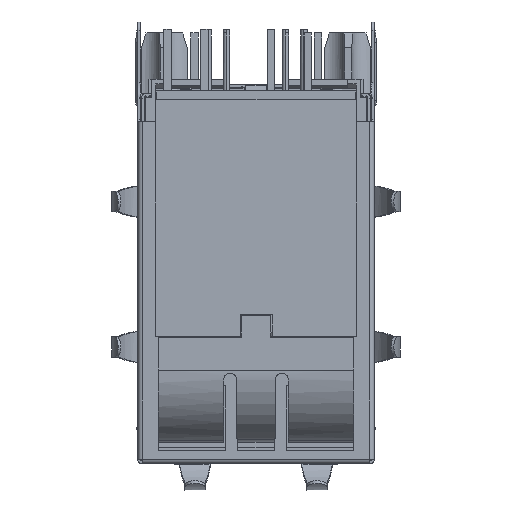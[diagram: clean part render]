
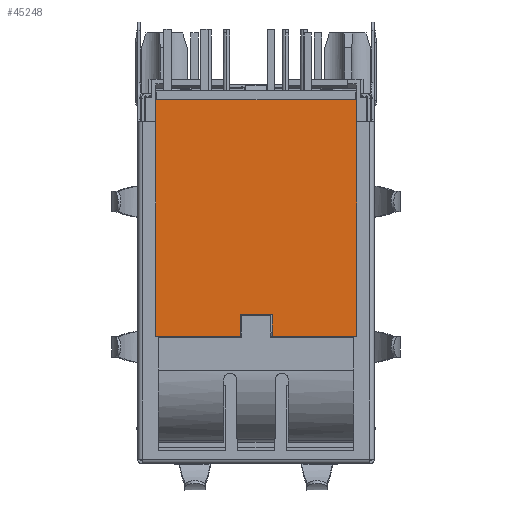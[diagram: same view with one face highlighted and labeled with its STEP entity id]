
A CAD part, front view. The second image highlights one B-rep face of the part: STEP entity #45248.
In plain terms, the highlighted planar face has unit normal (0, -1, 0).
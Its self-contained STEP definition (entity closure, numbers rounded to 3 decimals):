
#390 = CARTESIAN_POINT ( 'NONE',  ( -0.36, -34.016, -2.78 ) ) ;
#1272 = B_SPLINE_CURVE_WITH_KNOTS ( 'NONE', 3,
 ( #75994, #25931, #390, #33728 ),
 .UNSPECIFIED., .F., .F.,
 ( 4, 4 ),
 ( 0., 1. ),
 .UNSPECIFIED. ) ;
#1907 = CARTESIAN_POINT ( 'NONE',  ( 1.12, -34.016, -4.28 ) ) ;
#3763 = CARTESIAN_POINT ( 'NONE',  ( 6.935, -34.016, 12.02 ) ) ;
#4694 = B_SPLINE_CURVE_WITH_KNOTS ( 'NONE', 3,
 ( #67144, #57148, #90519, #49385 ),
 .UNSPECIFIED., .F., .F.,
 ( 4, 4 ),
 ( 0., 1. ),
 .UNSPECIFIED. ) ;
#6654 = B_SPLINE_CURVE_WITH_KNOTS ( 'NONE', 3,
 ( #59725, #7478, #93658, #43049 ),
 .UNSPECIFIED., .F., .F.,
 ( 4, 4 ),
 ( 0., 1. ),
 .UNSPECIFIED. ) ;
#7478 = CARTESIAN_POINT ( 'NONE',  ( -6.882, -34.016, 12.02 ) ) ;
#12167 = CARTESIAN_POINT ( 'NONE',  ( -1.1, -34.016, -2.78 ) ) ;
#13361 = PLANE ( 'NONE',  #24916 ) ;
#13606 = EDGE_CURVE ( 'NONE', #28994, #46600, #61339, .T. ) ;
#15615 = EDGE_CURVE ( 'NONE', #76699, #51453, #24864, .T. ) ;
#15933 = B_SPLINE_CURVE_WITH_KNOTS ( 'NONE', 3,
 ( #39631, #72458, #56314, #47989 ),
 .UNSPECIFIED., .F., .F.,
 ( 4, 4 ),
 ( 0., 1. ),
 .UNSPECIFIED. ) ;
#16373 = ORIENTED_EDGE ( 'NONE', *, *, #15615, .F. ) ;
#17082 = EDGE_CURVE ( 'NONE', #75730, #43016, #31063, .T. ) ;
#19319 = CARTESIAN_POINT ( 'NONE',  ( 6.935, -34.016, 1.153 ) ) ;
#21054 = CARTESIAN_POINT ( 'NONE',  ( -6.815, -34.016, 12.02 ) ) ;
#24864 = B_SPLINE_CURVE_WITH_KNOTS ( 'NONE', 3,
 ( #66998, #58649, #92580, #1907 ),
 .UNSPECIFIED., .F., .F.,
 ( 4, 4 ),
 ( 0., 1. ),
 .UNSPECIFIED. ) ;
#24916 = AXIS2_PLACEMENT_3D ( 'NONE', #39502, #89001, #81207 ) ;
#25931 = CARTESIAN_POINT ( 'NONE',  ( 0.38, -34.016, -2.78 ) ) ;
#28994 = VERTEX_POINT ( 'NONE', #31333 ) ;
#31063 = B_SPLINE_CURVE_WITH_KNOTS ( 'NONE', 3,
 ( #92320, #67297, #75649, #84530 ),
 .UNSPECIFIED., .F., .F.,
 ( 4, 4 ),
 ( 0., 1. ),
 .UNSPECIFIED. ) ;
#31332 = EDGE_LOOP ( 'NONE', ( #67695, #74328, #67116, #39600, #35144, #16373, #56086, #36566, #64250, #47865 ) ) ;
#31333 = CARTESIAN_POINT ( 'NONE',  ( -6.915, -34.016, 12.02 ) ) ;
#31456 = EDGE_CURVE ( 'NONE', #51453, #48344, #87181, .T. ) ;
#32298 = CARTESIAN_POINT ( 'NONE',  ( 6.935, -34.016, 12.02 ) ) ;
#33728 = CARTESIAN_POINT ( 'NONE',  ( -1.1, -34.016, -2.78 ) ) ;
#35144 = ORIENTED_EDGE ( 'NONE', *, *, #31456, .F. ) ;
#35812 = CARTESIAN_POINT ( 'NONE',  ( -6.915, -34.016, 12.02 ) ) ;
#36566 = ORIENTED_EDGE ( 'NONE', *, *, #17082, .F. ) ;
#37677 = CARTESIAN_POINT ( 'NONE',  ( 6.935, -34.016, -4.28 ) ) ;
#39502 = CARTESIAN_POINT ( 'NONE',  ( 0.01, -34.016, 3.87 ) ) ;
#39600 = ORIENTED_EDGE ( 'NONE', *, *, #101921, .F. ) ;
#39631 = CARTESIAN_POINT ( 'NONE',  ( -1.1, -34.016, -4.28 ) ) ;
#41372 = CARTESIAN_POINT ( 'NONE',  ( 1.12, -34.016, -3.28 ) ) ;
#41960 = B_SPLINE_CURVE_WITH_KNOTS ( 'NONE', 3,
 ( #50946, #76510, #52576, #84847 ),
 .UNSPECIFIED., .F., .F.,
 ( 4, 4 ),
 ( 0., 1. ),
 .UNSPECIFIED. ) ;
#43016 = VERTEX_POINT ( 'NONE', #32298 ) ;
#43049 = CARTESIAN_POINT ( 'NONE',  ( -6.815, -34.016, 12.02 ) ) ;
#44842 = EDGE_CURVE ( 'NONE', #68221, #46600, #15933, .T. ) ;
#45248 = ADVANCED_FACE ( 'NONE', ( #72884 ), #13361, .F. ) ;
#46600 = VERTEX_POINT ( 'NONE', #51696 ) ;
#46856 = EDGE_CURVE ( 'NONE', #105621, #68221, #4694, .T. ) ;
#47596 = CARTESIAN_POINT ( 'NONE',  ( -1.1, -34.016, -4.28 ) ) ;
#47865 = ORIENTED_EDGE ( 'NONE', *, *, #108539, .F. ) ;
#47989 = CARTESIAN_POINT ( 'NONE',  ( -6.915, -34.016, -4.28 ) ) ;
#48344 = VERTEX_POINT ( 'NONE', #103407 ) ;
#49385 = CARTESIAN_POINT ( 'NONE',  ( -1.1, -34.016, -4.28 ) ) ;
#50946 = CARTESIAN_POINT ( 'NONE',  ( 6.815, -34.016, 12.02 ) ) ;
#51453 = VERTEX_POINT ( 'NONE', #66494 ) ;
#51696 = CARTESIAN_POINT ( 'NONE',  ( -6.915, -34.016, -4.28 ) ) ;
#52303 = EDGE_CURVE ( 'NONE', #43016, #76699, #107626, .T. ) ;
#52576 = CARTESIAN_POINT ( 'NONE',  ( -2.272, -34.016, 12.02 ) ) ;
#56086 = ORIENTED_EDGE ( 'NONE', *, *, #52303, .F. ) ;
#56314 = CARTESIAN_POINT ( 'NONE',  ( -4.977, -34.016, -4.28 ) ) ;
#56793 = EDGE_CURVE ( 'NONE', #75730, #85404, #41960, .T. ) ;
#57148 = CARTESIAN_POINT ( 'NONE',  ( -1.1, -34.016, -3.28 ) ) ;
#58048 = CARTESIAN_POINT ( 'NONE',  ( 1.12, -34.016, -3.78 ) ) ;
#58649 = CARTESIAN_POINT ( 'NONE',  ( 4.997, -34.016, -4.28 ) ) ;
#59725 = CARTESIAN_POINT ( 'NONE',  ( -6.915, -34.016, 12.02 ) ) ;
#60839 = CARTESIAN_POINT ( 'NONE',  ( -6.915, -34.016, 6.587 ) ) ;
#61339 = B_SPLINE_CURVE_WITH_KNOTS ( 'NONE', 3,
 ( #35812, #60839, #61384, #69192 ),
 .UNSPECIFIED., .F., .F.,
 ( 4, 4 ),
 ( 0., 1. ),
 .UNSPECIFIED. ) ;
#61384 = CARTESIAN_POINT ( 'NONE',  ( -6.915, -34.016, 1.153 ) ) ;
#64250 = ORIENTED_EDGE ( 'NONE', *, *, #56793, .T. ) ;
#66494 = CARTESIAN_POINT ( 'NONE',  ( 1.12, -34.016, -4.28 ) ) ;
#66998 = CARTESIAN_POINT ( 'NONE',  ( 6.935, -34.016, -4.28 ) ) ;
#67116 = ORIENTED_EDGE ( 'NONE', *, *, #46856, .F. ) ;
#67144 = CARTESIAN_POINT ( 'NONE',  ( -1.1, -34.016, -2.78 ) ) ;
#67297 = CARTESIAN_POINT ( 'NONE',  ( 6.855, -34.016, 12.02 ) ) ;
#67695 = ORIENTED_EDGE ( 'NONE', *, *, #13606, .T. ) ;
#68221 = VERTEX_POINT ( 'NONE', #47596 ) ;
#69192 = CARTESIAN_POINT ( 'NONE',  ( -6.915, -34.016, -4.28 ) ) ;
#72458 = CARTESIAN_POINT ( 'NONE',  ( -3.038, -34.016, -4.28 ) ) ;
#72884 = FACE_OUTER_BOUND ( 'NONE', #31332, .T. ) ;
#74328 = ORIENTED_EDGE ( 'NONE', *, *, #44842, .F. ) ;
#75300 = CARTESIAN_POINT ( 'NONE',  ( 1.12, -34.016, -4.28 ) ) ;
#75649 = CARTESIAN_POINT ( 'NONE',  ( 6.895, -34.016, 12.02 ) ) ;
#75730 = VERTEX_POINT ( 'NONE', #80870 ) ;
#75994 = CARTESIAN_POINT ( 'NONE',  ( 1.12, -34.016, -2.78 ) ) ;
#76510 = CARTESIAN_POINT ( 'NONE',  ( 2.272, -34.016, 12.02 ) ) ;
#76699 = VERTEX_POINT ( 'NONE', #85271 ) ;
#80870 = CARTESIAN_POINT ( 'NONE',  ( 6.815, -34.016, 12.02 ) ) ;
#81207 = DIRECTION ( 'NONE',  ( 1., 0., 0. ) ) ;
#84530 = CARTESIAN_POINT ( 'NONE',  ( 6.935, -34.016, 12.02 ) ) ;
#84847 = CARTESIAN_POINT ( 'NONE',  ( -6.815, -34.016, 12.02 ) ) ;
#85271 = CARTESIAN_POINT ( 'NONE',  ( 6.935, -34.016, -4.28 ) ) ;
#85404 = VERTEX_POINT ( 'NONE', #21054 ) ;
#87181 = B_SPLINE_CURVE_WITH_KNOTS ( 'NONE', 3,
 ( #75300, #58048, #41372, #109196 ),
 .UNSPECIFIED., .F., .F.,
 ( 4, 4 ),
 ( 0., 1. ),
 .UNSPECIFIED. ) ;
#88814 = CARTESIAN_POINT ( 'NONE',  ( 6.935, -34.016, 6.587 ) ) ;
#89001 = DIRECTION ( 'NONE',  ( 0., 1., 0. ) ) ;
#90519 = CARTESIAN_POINT ( 'NONE',  ( -1.1, -34.016, -3.78 ) ) ;
#92320 = CARTESIAN_POINT ( 'NONE',  ( 6.815, -34.016, 12.02 ) ) ;
#92580 = CARTESIAN_POINT ( 'NONE',  ( 3.058, -34.016, -4.28 ) ) ;
#93658 = CARTESIAN_POINT ( 'NONE',  ( -6.848, -34.016, 12.02 ) ) ;
#101921 = EDGE_CURVE ( 'NONE', #48344, #105621, #1272, .T. ) ;
#103407 = CARTESIAN_POINT ( 'NONE',  ( 1.12, -34.016, -2.78 ) ) ;
#105621 = VERTEX_POINT ( 'NONE', #12167 ) ;
#107626 = B_SPLINE_CURVE_WITH_KNOTS ( 'NONE', 3,
 ( #3763, #88814, #19319, #37677 ),
 .UNSPECIFIED., .F., .F.,
 ( 4, 4 ),
 ( 0., 1. ),
 .UNSPECIFIED. ) ;
#108539 = EDGE_CURVE ( 'NONE', #28994, #85404, #6654, .T. ) ;
#109196 = CARTESIAN_POINT ( 'NONE',  ( 1.12, -34.016, -2.78 ) ) ;
